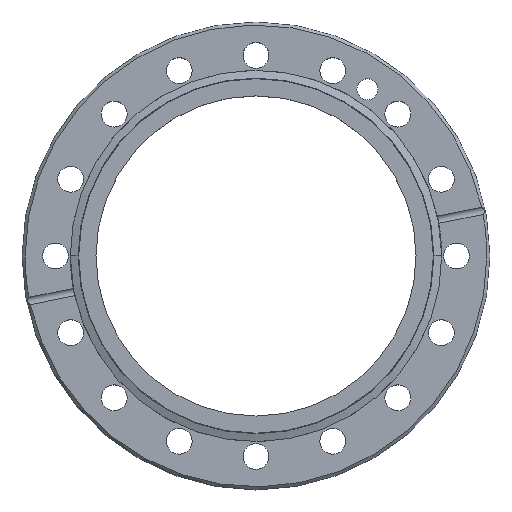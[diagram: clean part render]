
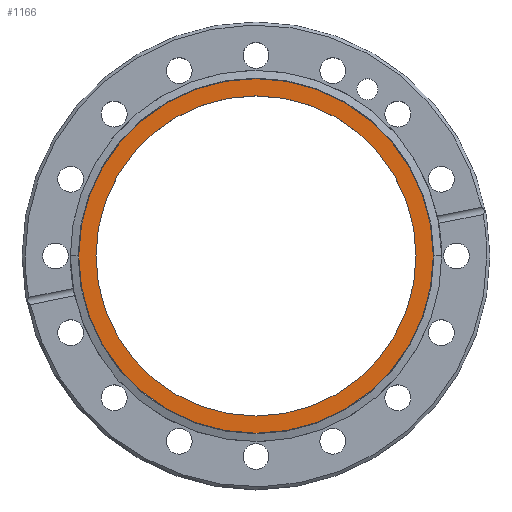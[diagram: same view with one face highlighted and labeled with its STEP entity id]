
A CAD part, top view. The second image highlights one B-rep face of the part: STEP entity #1166.
In plain terms, the highlighted planar face has unit normal (0, 0, 1).
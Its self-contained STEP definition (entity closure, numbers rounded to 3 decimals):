
#7 = DIRECTION ( 'NONE',  ( 1., 0., 0. ) ) ;
#13 = DIRECTION ( 'NONE',  ( 0., 0., 1. ) ) ;
#25 = CARTESIAN_POINT ( 'NONE',  ( 0., 0., -1.2 ) ) ;
#82 = CARTESIAN_POINT ( 'NONE',  ( -52., 0., -1.2 ) ) ;
#116 = CARTESIAN_POINT ( 'NONE',  ( 57.598, 0., -1.2 ) ) ;
#191 = VERTEX_POINT ( 'NONE', #116 ) ;
#218 = DIRECTION ( 'NONE',  ( 1., 0., 0. ) ) ;
#237 = PLANE ( 'NONE',  #939 ) ;
#258 = CARTESIAN_POINT ( 'NONE',  ( 0., 0., -1.2 ) ) ;
#356 = DIRECTION ( 'NONE',  ( 0., 0., 1. ) ) ;
#521 = FACE_BOUND ( 'NONE', #1966, .T. ) ;
#638 = ORIENTED_EDGE ( 'NONE', *, *, #1763, .T. ) ;
#660 = CARTESIAN_POINT ( 'NONE',  ( -57.598, 0., -1.2 ) ) ;
#787 = EDGE_CURVE ( 'NONE', #1055, #191, #1752, .T. ) ;
#850 = EDGE_CURVE ( 'NONE', #1876, #2013, #1703, .T. ) ;
#926 = EDGE_CURVE ( 'NONE', #2013, #1876, #1158, .T. ) ;
#939 = AXIS2_PLACEMENT_3D ( 'NONE', #258, #356, #218 ) ;
#1027 = AXIS2_PLACEMENT_3D ( 'NONE', #1349, #1318, #1302 ) ;
#1055 = VERTEX_POINT ( 'NONE', #660 ) ;
#1067 = FACE_OUTER_BOUND ( 'NONE', #1222, .T. ) ;
#1124 = CARTESIAN_POINT ( 'NONE',  ( 52., 0., -1.2 ) ) ;
#1158 = CIRCLE ( 'NONE', #2137, 52. ) ;
#1166 = ADVANCED_FACE ( 'NONE', ( #1067, #521 ), #237, .T. ) ;
#1187 = DIRECTION ( 'NONE',  ( 1., 0., 0. ) ) ;
#1189 = DIRECTION ( 'NONE',  ( 0., 0., -1. ) ) ;
#1192 = CARTESIAN_POINT ( 'NONE',  ( 0., 0., -1.2 ) ) ;
#1222 = EDGE_LOOP ( 'NONE', ( #638, #1863 ) ) ;
#1262 = AXIS2_PLACEMENT_3D ( 'NONE', #1575, #1561, #1559 ) ;
#1302 = DIRECTION ( 'NONE',  ( 1., 0., 0. ) ) ;
#1318 = DIRECTION ( 'NONE',  ( 0., 0., -1. ) ) ;
#1349 = CARTESIAN_POINT ( 'NONE',  ( 0., 0., -1.2 ) ) ;
#1372 = ORIENTED_EDGE ( 'NONE', *, *, #850, .T. ) ;
#1559 = DIRECTION ( 'NONE',  ( 1., 0., 0. ) ) ;
#1561 = DIRECTION ( 'NONE',  ( 0., 0., 1. ) ) ;
#1575 = CARTESIAN_POINT ( 'NONE',  ( 0., 0., -1.2 ) ) ;
#1589 = ORIENTED_EDGE ( 'NONE', *, *, #926, .T. ) ;
#1703 = CIRCLE ( 'NONE', #1027, 52. ) ;
#1752 = CIRCLE ( 'NONE', #1262, 57.598 ) ;
#1763 = EDGE_CURVE ( 'NONE', #191, #1055, #2194, .T. ) ;
#1863 = ORIENTED_EDGE ( 'NONE', *, *, #787, .T. ) ;
#1876 = VERTEX_POINT ( 'NONE', #82 ) ;
#1959 = AXIS2_PLACEMENT_3D ( 'NONE', #25, #13, #7 ) ;
#1966 = EDGE_LOOP ( 'NONE', ( #1372, #1589 ) ) ;
#2013 = VERTEX_POINT ( 'NONE', #1124 ) ;
#2137 = AXIS2_PLACEMENT_3D ( 'NONE', #1192, #1189, #1187 ) ;
#2194 = CIRCLE ( 'NONE', #1959, 57.598 ) ;
